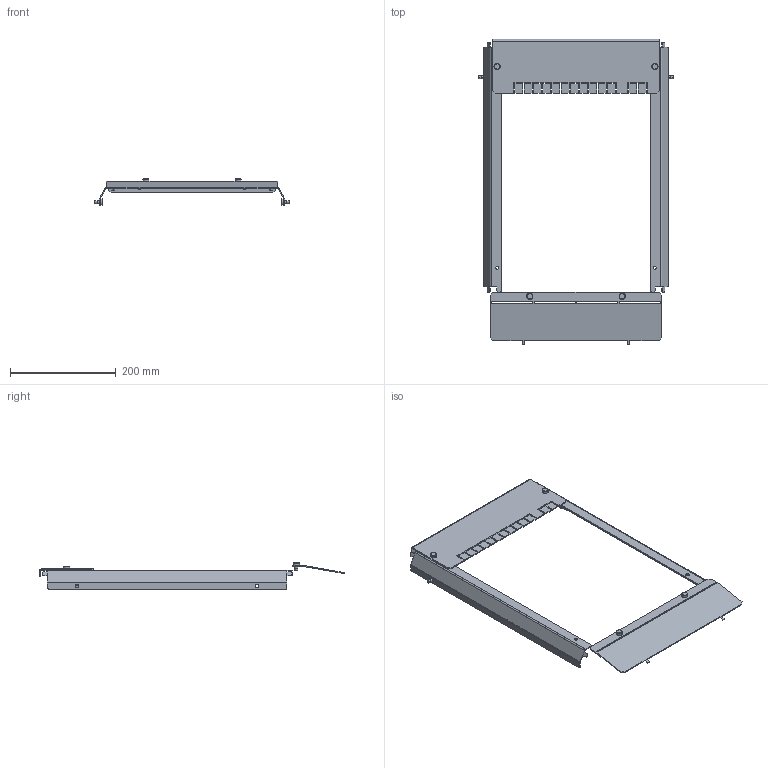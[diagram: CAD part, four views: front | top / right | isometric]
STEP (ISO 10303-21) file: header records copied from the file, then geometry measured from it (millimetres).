
FILE_DESCRIPTION(('STEP AP214'),'1');
FILE_NAME('cctmp_D56D4E46-14C1-4974-8E6F-239DA2C75936_2024_05_23_13_23_24_0071..stp','2024-05-23T11:23:24',('SIEMENS A&D'),('CADClick - www.CADClick.com'),'Spatial InterOp 3D',' ','unknown authorization');
FILE_SCHEMA(('AUTOMOTIVE_DESIGN'));
Length unit declared in the file: millimetre
Products named in the file (11): cc_unnamed; 2024_05_23_13_23_24_0048; 2024_05_23_13_23_24_0007; 2024_05_23_13_23_23_0966; 2024_05_23_13_23_23_0925; 2024_05_23_13_23_23_0885; 2024_05_23_13_23_23_0844; 2024_05_23_13_23_23_0803; 2024_05_23_13_23_23_0762; 2024_05_23_13_23_23_0721; 2024_05_23_13_23_23_0680
Assembly tree (10 placements, depth 2):
  cc_unnamed
    2024_05_23_13_23_24_0048
    2024_05_23_13_23_24_0007
    2024_05_23_13_23_23_0966
    2024_05_23_13_23_23_0925
    2024_05_23_13_23_23_0885
    2024_05_23_13_23_23_0844
    2024_05_23_13_23_23_0803
    2024_05_23_13_23_23_0762
    2024_05_23_13_23_23_0721
    2024_05_23_13_23_23_0680
Bounding box: 367 x 577.45 x 50.25 mm (x, y, z)
Volume: 211869.9 mm3; surface area: 247514 mm2
Topology: 10 solids, 10 shells, 362 faces, 980 edges, 640 vertices
Faces by surface type: plane 242, cylinder 96, cone 24
Entity records: 14624 total; most frequent: CARTESIAN_POINT 1993, ORIENTED_EDGE 1960, DIRECTION 1942, EDGE_CURVE 980, LINE 764, VECTOR 764, VERTEX_POINT 640, AXIS2_PLACEMENT_3D 589
